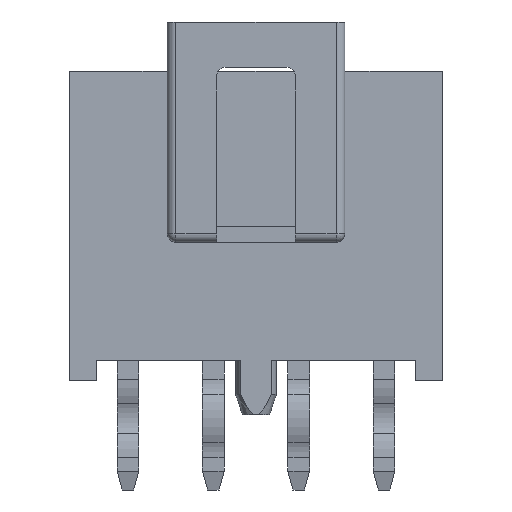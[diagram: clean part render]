
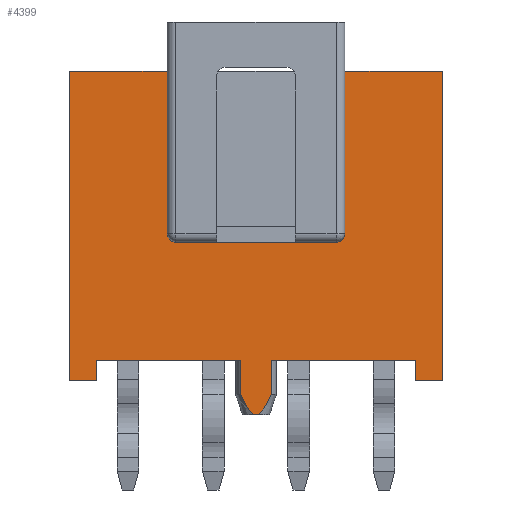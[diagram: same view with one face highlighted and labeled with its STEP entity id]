
A CAD part, left-side view. The second image highlights one B-rep face of the part: STEP entity #4399.
In plain terms, the highlighted planar face has unit normal (-1, 0, 0).
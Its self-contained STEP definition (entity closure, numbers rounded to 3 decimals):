
#94 = VERTEX_POINT('',#95);
#95 = CARTESIAN_POINT('',(-1.73,-3.313,0.6));
#96 = VERTEX_POINT('',#97);
#97 = CARTESIAN_POINT('',(-1.73,-4.207,0.6));
#104 = EDGE_CURVE('',#96,#105,#107,.T.);
#105 = VERTEX_POINT('',#106);
#106 = CARTESIAN_POINT('',(-1.73,-8.43,0.6));
#107 = LINE('',#108,#109);
#108 = CARTESIAN_POINT('',(-1.73,-4.207,0.6));
#109 = VECTOR('',#110,1.);
#110 = DIRECTION('',(0.,-1.,0.));
#184 = VERTEX_POINT('',#185);
#185 = CARTESIAN_POINT('',(-1.73,0.91,0.6));
#191 = EDGE_CURVE('',#184,#94,#192,.T.);
#192 = LINE('',#193,#194);
#193 = CARTESIAN_POINT('',(-1.73,0.91,0.6));
#194 = VECTOR('',#195,1.);
#195 = DIRECTION('',(0.,-1.,0.));
#985 = VERTEX_POINT('',#986);
#986 = CARTESIAN_POINT('',(-1.73,-1.16,9.06));
#992 = EDGE_CURVE('',#985,#993,#995,.T.);
#993 = VERTEX_POINT('',#994);
#994 = CARTESIAN_POINT('',(-1.73,1.71,9.06));
#995 = LINE('',#996,#997);
#996 = CARTESIAN_POINT('',(-1.73,-1.16,9.06));
#997 = VECTOR('',#998,1.);
#998 = DIRECTION('',(0.,1.,0.));
#1008 = VERTEX_POINT('',#1009);
#1009 = CARTESIAN_POINT('',(-1.73,-9.23,9.06));
#1015 = EDGE_CURVE('',#1008,#1016,#1018,.T.);
#1016 = VERTEX_POINT('',#1017);
#1017 = CARTESIAN_POINT('',(-1.73,-6.36,9.06));
#1018 = LINE('',#1019,#1020);
#1019 = CARTESIAN_POINT('',(-1.73,-9.23,9.06));
#1020 = VECTOR('',#1021,1.);
#1021 = DIRECTION('',(0.,1.,0.));
#1994 = VERTEX_POINT('',#1995);
#1995 = CARTESIAN_POINT('',(-1.73,-6.36,4.31));
#2017 = EDGE_CURVE('',#1016,#1994,#2018,.T.);
#2018 = LINE('',#2019,#2020);
#2019 = CARTESIAN_POINT('',(-1.73,-6.36,9.06));
#2020 = VECTOR('',#2021,1.);
#2021 = DIRECTION('',(0.,0.,-1.));
#2031 = EDGE_CURVE('',#1994,#2032,#2034,.T.);
#2032 = VERTEX_POINT('',#2033);
#2033 = CARTESIAN_POINT('',(-1.73,-6.11,4.06));
#2034 = CIRCLE('',#2035,0.25);
#2035 = AXIS2_PLACEMENT_3D('',#2036,#2037,#2038);
#2036 = CARTESIAN_POINT('',(-1.73,-6.11,4.31));
#2037 = DIRECTION('',(1.,0.,0.));
#2038 = DIRECTION('',(0.,-1.,0.));
#2065 = VERTEX_POINT('',#2066);
#2066 = CARTESIAN_POINT('',(-1.73,-1.41,4.06));
#2113 = EDGE_CURVE('',#2032,#2065,#2114,.T.);
#2114 = LINE('',#2115,#2116);
#2115 = CARTESIAN_POINT('',(-1.73,-6.11,4.06));
#2116 = VECTOR('',#2117,1.);
#2117 = DIRECTION('',(0.,1.,0.));
#2127 = EDGE_CURVE('',#2065,#2128,#2130,.T.);
#2128 = VERTEX_POINT('',#2129);
#2129 = CARTESIAN_POINT('',(-1.73,-1.16,4.31));
#2130 = CIRCLE('',#2131,0.25);
#2131 = AXIS2_PLACEMENT_3D('',#2132,#2133,#2134);
#2132 = CARTESIAN_POINT('',(-1.73,-1.41,4.31));
#2133 = DIRECTION('',(1.,0.,0.));
#2134 = DIRECTION('',(0.,0.,-1.));
#2169 = EDGE_CURVE('',#985,#2128,#2170,.T.);
#2170 = LINE('',#2171,#2172);
#2171 = CARTESIAN_POINT('',(-1.73,-1.16,9.06));
#2172 = VECTOR('',#2173,1.);
#2173 = DIRECTION('',(0.,0.,-1.));
#4399 = ADVANCED_FACE('',(#4400),#4513,.T.);
#4400 = FACE_BOUND('',#4401,.F.);
#4401 = EDGE_LOOP('',(#4402,#4422,#4430,#4448,#4454,#4455,#4463,#4471,
    #4477,#4478,#4479,#4480,#4481,#4482,#4483,#4484,#4492,#4500,#4506,
    #4507));
#4402 = ORIENTED_EDGE('',*,*,#4403,.F.);
#4403 = EDGE_CURVE('',#4404,#4406,#4408,.T.);
#4404 = VERTEX_POINT('',#4405);
#4405 = CARTESIAN_POINT('',(-1.73,-3.76,
    -1.));
#4406 = VERTEX_POINT('',#4407);
#4407 = CARTESIAN_POINT('',(-1.73,-4.207,
    -0.4));
#4408 = B_SPLINE_CURVE_WITH_KNOTS('',3,(#4409,#4410,#4411,#4412,#4413,
    #4414,#4415,#4416,#4417,#4418,#4419,#4420,#4421),.UNSPECIFIED.,.F.,
  .F.,(4,1,1,1,1,1,1,1,1,1,4),(0.,0.1,0.2,0.3,0.4,0.5,0.6,0.7,0.8,0.9,1.
    ),.QUASI_UNIFORM_KNOTS.);
#4409 = CARTESIAN_POINT('',(-1.73,-3.76,
    -1.));
#4410 = CARTESIAN_POINT('',(-1.73,-3.776,
    -1.));
#4411 = CARTESIAN_POINT('',(-1.73,-3.806,
    -0.995));
#4412 = CARTESIAN_POINT('',(-1.73,-3.854,
    -0.97));
#4413 = CARTESIAN_POINT('',(-1.73,-3.899,
    -0.932));
#4414 = CARTESIAN_POINT('',(-1.73,-3.942,
    -0.883));
#4415 = CARTESIAN_POINT('',(-1.73,-3.985,
    -0.824));
#4416 = CARTESIAN_POINT('',(-1.73,-4.028,
    -0.757));
#4417 = CARTESIAN_POINT('',(-1.73,-4.071,
    -0.681));
#4418 = CARTESIAN_POINT('',(-1.73,-4.115,
    -0.597));
#4419 = CARTESIAN_POINT('',(-1.73,-4.16,
    -0.504));
#4420 = CARTESIAN_POINT('',(-1.73,-4.191,
    -0.436));
#4421 = CARTESIAN_POINT('',(-1.73,-4.207,
    -0.4));
#4422 = ORIENTED_EDGE('',*,*,#4423,.T.);
#4423 = EDGE_CURVE('',#4404,#4424,#4426,.T.);
#4424 = VERTEX_POINT('',#4425);
#4425 = CARTESIAN_POINT('',(-1.73,-3.76,
    -1.));
#4426 = LINE('',#4427,#4428);
#4427 = CARTESIAN_POINT('',(-1.73,-3.76,
    -1.));
#4428 = VECTOR('',#4429,1.);
#4429 = DIRECTION('',(0.004,1.,
    0.001));
#4430 = ORIENTED_EDGE('',*,*,#4431,.F.);
#4431 = EDGE_CURVE('',#4432,#4424,#4434,.T.);
#4432 = VERTEX_POINT('',#4433);
#4433 = CARTESIAN_POINT('',(-1.73,-3.313,
    -0.4));
#4434 = B_SPLINE_CURVE_WITH_KNOTS('',3,(#4435,#4436,#4437,#4438,#4439,
    #4440,#4441,#4442,#4443,#4444,#4445,#4446,#4447),.UNSPECIFIED.,.F.,
  .F.,(4,1,1,1,1,1,1,1,1,1,4),(0.,0.1,0.2,0.3,0.4,0.5,0.6,0.7,0.8,0.9,1.
    ),.QUASI_UNIFORM_KNOTS.);
#4435 = CARTESIAN_POINT('',(-1.73,-3.313,
    -0.4));
#4436 = CARTESIAN_POINT('',(-1.73,-3.329,
    -0.436));
#4437 = CARTESIAN_POINT('',(-1.73,-3.36,
    -0.504));
#4438 = CARTESIAN_POINT('',(-1.73,-3.405,
    -0.597));
#4439 = CARTESIAN_POINT('',(-1.73,-3.449,
    -0.681));
#4440 = CARTESIAN_POINT('',(-1.73,-3.492,
    -0.757));
#4441 = CARTESIAN_POINT('',(-1.73,-3.534,
    -0.824));
#4442 = CARTESIAN_POINT('',(-1.73,-3.577,
    -0.883));
#4443 = CARTESIAN_POINT('',(-1.73,-3.621,
    -0.932));
#4444 = CARTESIAN_POINT('',(-1.73,-3.667,
    -0.97));
#4445 = CARTESIAN_POINT('',(-1.73,-3.714,
    -0.995));
#4446 = CARTESIAN_POINT('',(-1.73,-3.745,
    -1.));
#4447 = CARTESIAN_POINT('',(-1.73,-3.76,
    -1.));
#4448 = ORIENTED_EDGE('',*,*,#4449,.F.);
#4449 = EDGE_CURVE('',#94,#4432,#4450,.T.);
#4450 = LINE('',#4451,#4452);
#4451 = CARTESIAN_POINT('',(-1.73,-3.313,0.6));
#4452 = VECTOR('',#4453,1.);
#4453 = DIRECTION('',(0.,0.,
    -1.));
#4454 = ORIENTED_EDGE('',*,*,#191,.F.);
#4455 = ORIENTED_EDGE('',*,*,#4456,.T.);
#4456 = EDGE_CURVE('',#184,#4457,#4459,.T.);
#4457 = VERTEX_POINT('',#4458);
#4458 = CARTESIAN_POINT('',(-1.73,0.91,0.));
#4459 = LINE('',#4460,#4461);
#4460 = CARTESIAN_POINT('',(-1.73,0.91,0.6));
#4461 = VECTOR('',#4462,1.);
#4462 = DIRECTION('',(0.,0.,-1.));
#4463 = ORIENTED_EDGE('',*,*,#4464,.T.);
#4464 = EDGE_CURVE('',#4457,#4465,#4467,.T.);
#4465 = VERTEX_POINT('',#4466);
#4466 = CARTESIAN_POINT('',(-1.73,1.71,0.));
#4467 = LINE('',#4468,#4469);
#4468 = CARTESIAN_POINT('',(-1.73,0.91,0.));
#4469 = VECTOR('',#4470,1.);
#4470 = DIRECTION('',(0.,1.,0.));
#4471 = ORIENTED_EDGE('',*,*,#4472,.T.);
#4472 = EDGE_CURVE('',#4465,#993,#4473,.T.);
#4473 = LINE('',#4474,#4475);
#4474 = CARTESIAN_POINT('',(-1.73,1.71,0.));
#4475 = VECTOR('',#4476,1.);
#4476 = DIRECTION('',(0.,0.,1.));
#4477 = ORIENTED_EDGE('',*,*,#992,.F.);
#4478 = ORIENTED_EDGE('',*,*,#2169,.T.);
#4479 = ORIENTED_EDGE('',*,*,#2127,.F.);
#4480 = ORIENTED_EDGE('',*,*,#2113,.F.);
#4481 = ORIENTED_EDGE('',*,*,#2031,.F.);
#4482 = ORIENTED_EDGE('',*,*,#2017,.F.);
#4483 = ORIENTED_EDGE('',*,*,#1015,.F.);
#4484 = ORIENTED_EDGE('',*,*,#4485,.F.);
#4485 = EDGE_CURVE('',#4486,#1008,#4488,.T.);
#4486 = VERTEX_POINT('',#4487);
#4487 = CARTESIAN_POINT('',(-1.73,-9.23,0.));
#4488 = LINE('',#4489,#4490);
#4489 = CARTESIAN_POINT('',(-1.73,-9.23,0.));
#4490 = VECTOR('',#4491,1.);
#4491 = DIRECTION('',(0.,0.,1.));
#4492 = ORIENTED_EDGE('',*,*,#4493,.T.);
#4493 = EDGE_CURVE('',#4486,#4494,#4496,.T.);
#4494 = VERTEX_POINT('',#4495);
#4495 = CARTESIAN_POINT('',(-1.73,-8.43,0.));
#4496 = LINE('',#4497,#4498);
#4497 = CARTESIAN_POINT('',(-1.73,-9.23,0.));
#4498 = VECTOR('',#4499,1.);
#4499 = DIRECTION('',(0.,1.,0.));
#4500 = ORIENTED_EDGE('',*,*,#4501,.F.);
#4501 = EDGE_CURVE('',#105,#4494,#4502,.T.);
#4502 = LINE('',#4503,#4504);
#4503 = CARTESIAN_POINT('',(-1.73,-8.43,0.6));
#4504 = VECTOR('',#4505,1.);
#4505 = DIRECTION('',(0.,0.,-1.));
#4506 = ORIENTED_EDGE('',*,*,#104,.F.);
#4507 = ORIENTED_EDGE('',*,*,#4508,.T.);
#4508 = EDGE_CURVE('',#96,#4406,#4509,.T.);
#4509 = LINE('',#4510,#4511);
#4510 = CARTESIAN_POINT('',(-1.73,-4.207,0.6));
#4511 = VECTOR('',#4512,1.);
#4512 = DIRECTION('',(0.,0.,
    -1.));
#4513 = PLANE('',#4514);
#4514 = AXIS2_PLACEMENT_3D('',#4515,#4516,#4517);
#4515 = CARTESIAN_POINT('',(-1.73,-3.76,4.83));
#4516 = DIRECTION('',(-1.,0.,0.));
#4517 = DIRECTION('',(0.,1.,0.));
